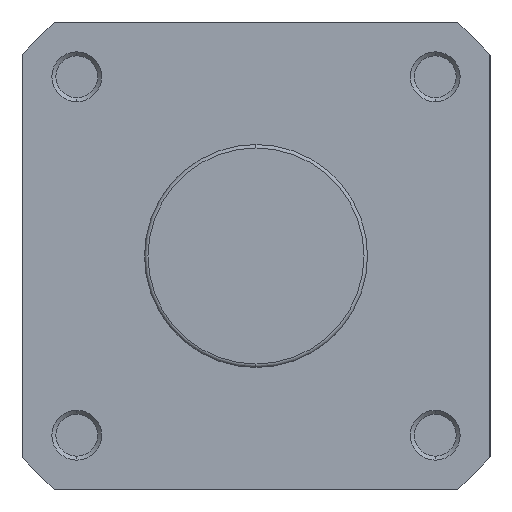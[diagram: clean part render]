
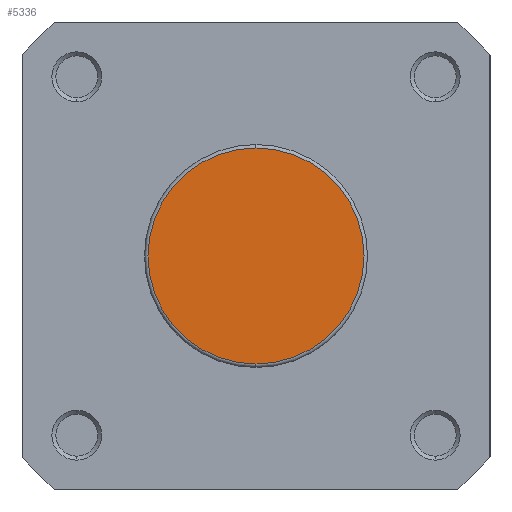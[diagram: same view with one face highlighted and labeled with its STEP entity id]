
A CAD part, left-side view. The second image highlights one B-rep face of the part: STEP entity #5336.
In plain terms, the highlighted planar face has unit normal (-1, 0, 0).
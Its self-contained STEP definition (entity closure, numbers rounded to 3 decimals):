
#65 = VERTEX_POINT ( 'NONE', #368 ) ;
#71 = VERTEX_POINT ( 'NONE', #374 ) ;
#368 = CARTESIAN_POINT ( 'NONE',  ( 0., 0., -21.7 ) ) ;
#374 = CARTESIAN_POINT ( 'NONE',  ( 0., 0., 21.7 ) ) ;
#1533 = EDGE_CURVE ( 'NONE', #65, #71, #2282, .T. ) ;
#1603 = EDGE_CURVE ( 'NONE', #71, #65, #2373, .T. ) ;
#1780 = AXIS2_PLACEMENT_3D ( 'NONE', #3132, #3133, #3134 ) ;
#1817 = AXIS2_PLACEMENT_3D ( 'NONE', #3326, #3328, #3329 ) ;
#1992 = AXIS2_PLACEMENT_3D ( 'NONE', #4056, #4059, #4060 ) ;
#2282 = CIRCLE ( 'NONE', #1780, 21.7 ) ;
#2373 = CIRCLE ( 'NONE', #1817, 21.7 ) ;
#2715 = FACE_OUTER_BOUND ( 'NONE', #6262, .T. ) ;
#3132 = CARTESIAN_POINT ( 'NONE',  ( 0., 0., 0. ) ) ;
#3133 = DIRECTION ( 'NONE',  ( -1., 0., 0. ) ) ;
#3134 = DIRECTION ( 'NONE',  ( 0., 0., -1. ) ) ;
#3326 = CARTESIAN_POINT ( 'NONE',  ( 0., 0., 0. ) ) ;
#3328 = DIRECTION ( 'NONE',  ( -1., 0., 0. ) ) ;
#3329 = DIRECTION ( 'NONE',  ( 0., 0., -1. ) ) ;
#4056 = CARTESIAN_POINT ( 'NONE',  ( 0., 22.4, 0. ) ) ;
#4057 = PLANE ( 'NONE',  #1992 ) ;
#4059 = DIRECTION ( 'NONE',  ( 1., 0., 0. ) ) ;
#4060 = DIRECTION ( 'NONE',  ( 0., 0., -1. ) ) ;
#5173 = ORIENTED_EDGE ( 'NONE', *, *, #1603, .T. ) ;
#5174 = ORIENTED_EDGE ( 'NONE', *, *, #1533, .T. ) ;
#5336 = ADVANCED_FACE ( 'NONE', ( #2715 ), #4057, .F. ) ;
#6262 = EDGE_LOOP ( 'NONE', ( #5174, #5173 ) ) ;
